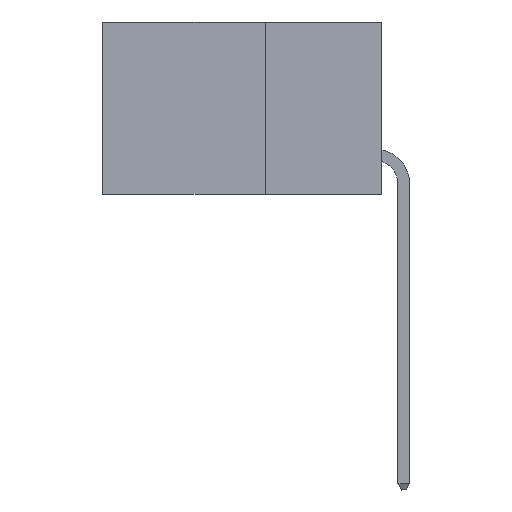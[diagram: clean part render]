
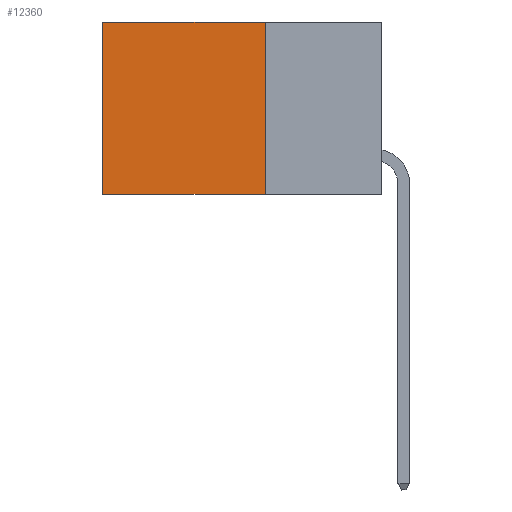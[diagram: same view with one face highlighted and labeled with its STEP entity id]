
A CAD part, left-side view. The second image highlights one B-rep face of the part: STEP entity #12360.
In plain terms, the highlighted planar face has unit normal (-1, 0, 0).
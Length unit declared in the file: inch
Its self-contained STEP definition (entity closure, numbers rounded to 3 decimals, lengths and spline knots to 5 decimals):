
#12 = VERTEX_POINT ( 'NONE', #9667 ) ;
#34 = DIRECTION ( 'NONE',  ( 0., 0., -1. ) ) ;
#808 = EDGE_CURVE ( 'NONE', #11618, #9306, #7762, .T. ) ;
#903 = AXIS2_PLACEMENT_3D ( 'NONE', #7049, #8075, #9095 ) ;
#965 = VECTOR ( 'NONE', #11843, 39.37008 ) ;
#1279 = EDGE_CURVE ( 'NONE', #9306, #12, #10728, .T. ) ;
#1724 = ORIENTED_EDGE ( 'NONE', *, *, #9218, .T. ) ;
#2262 = VECTOR ( 'NONE', #10619, 39.37008 ) ;
#3159 = ORIENTED_EDGE ( 'NONE', *, *, #808, .F. ) ;
#4065 = CARTESIAN_POINT ( 'NONE',  ( 0.2875, 0.25, 0. ) ) ;
#4943 = VECTOR ( 'NONE', #12678, 39.37008 ) ;
#5575 = EDGE_CURVE ( 'NONE', #13666, #12, #9604, .T. ) ;
#6540 = CARTESIAN_POINT ( 'NONE',  ( 0.2875, 0.25, -0.37 ) ) ;
#6926 = CARTESIAN_POINT ( 'NONE',  ( 0.2875, 0.6, 0. ) ) ;
#7049 = CARTESIAN_POINT ( 'NONE',  ( 0.2875, 0.25, 0. ) ) ;
#7762 = LINE ( 'NONE', #4065, #4943 ) ;
#7960 = CARTESIAN_POINT ( 'NONE',  ( 0.2875, 0.25, 0. ) ) ;
#7986 = PLANE ( 'NONE',  #903 ) ;
#8075 = DIRECTION ( 'NONE',  ( 1., 0., 0. ) ) ;
#8919 = CARTESIAN_POINT ( 'NONE',  ( 0.2875, 0.25, -0.37 ) ) ;
#9095 = DIRECTION ( 'NONE',  ( 0., 0., -1. ) ) ;
#9218 = EDGE_CURVE ( 'NONE', #11618, #13666, #13566, .T. ) ;
#9306 = VERTEX_POINT ( 'NONE', #8919 ) ;
#9604 = LINE ( 'NONE', #10565, #12939 ) ;
#9667 = CARTESIAN_POINT ( 'NONE',  ( 0.2875, 0.6, -0.37 ) ) ;
#9849 = CARTESIAN_POINT ( 'NONE',  ( 0.2875, 0.25, 0. ) ) ;
#10221 = ORIENTED_EDGE ( 'NONE', *, *, #5575, .T. ) ;
#10565 = CARTESIAN_POINT ( 'NONE',  ( 0.2875, 0.6, 0. ) ) ;
#10619 = DIRECTION ( 'NONE',  ( 0., 1., 0. ) ) ;
#10728 = LINE ( 'NONE', #6540, #2262 ) ;
#11335 = FACE_OUTER_BOUND ( 'NONE', #13201, .T. ) ;
#11618 = VERTEX_POINT ( 'NONE', #7960 ) ;
#11843 = DIRECTION ( 'NONE',  ( 0., 1., 0. ) ) ;
#11912 = ORIENTED_EDGE ( 'NONE', *, *, #1279, .F. ) ;
#12360 = ADVANCED_FACE ( 'NONE', ( #11335 ), #7986, .F. ) ;
#12678 = DIRECTION ( 'NONE',  ( 0., 0., -1. ) ) ;
#12939 = VECTOR ( 'NONE', #34, 39.37008 ) ;
#13201 = EDGE_LOOP ( 'NONE', ( #10221, #11912, #3159, #1724 ) ) ;
#13566 = LINE ( 'NONE', #9849, #965 ) ;
#13666 = VERTEX_POINT ( 'NONE', #6926 ) ;
